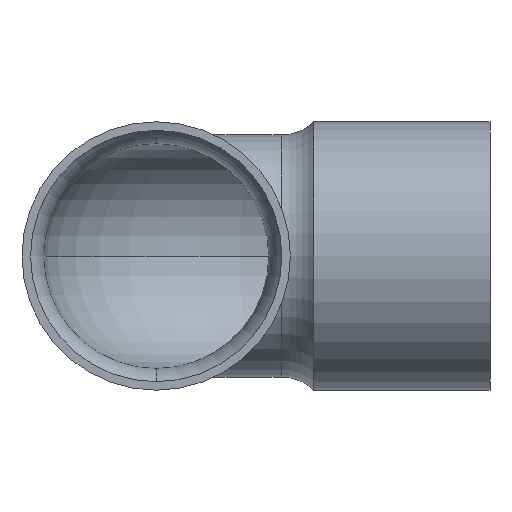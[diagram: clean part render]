
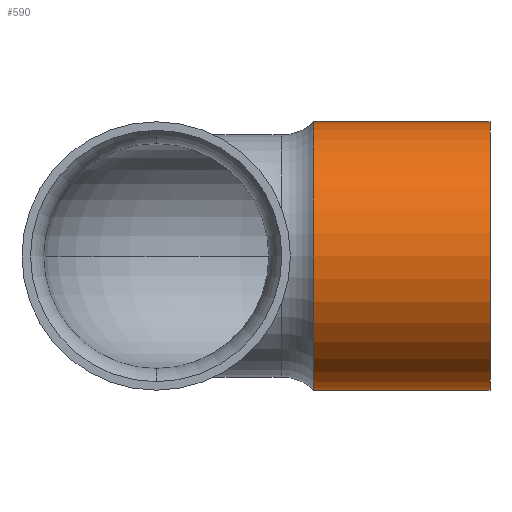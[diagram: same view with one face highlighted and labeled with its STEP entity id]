
A CAD part, front view. The second image highlights one B-rep face of the part: STEP entity #590.
In plain terms, the highlighted cylindrical face has radius 11.8 mm (diameter 23.6 mm), a partial arc.
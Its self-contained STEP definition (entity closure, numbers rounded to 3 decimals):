
#74 = CARTESIAN_POINT ( 'NONE',  ( 13.85, 29.35, 11.8 ) ) ;
#83 = VERTEX_POINT ( 'NONE', #851 ) ;
#90 = EDGE_CURVE ( 'NONE', #371, #859, #183, .T. ) ;
#143 = VECTOR ( 'NONE', #627, 1000. ) ;
#156 = DIRECTION ( 'NONE',  ( 1., 0., 0. ) ) ;
#157 = DIRECTION ( 'NONE',  ( 1., 0., 0. ) ) ;
#183 = CIRCLE ( 'NONE', #492, 11.8 ) ;
#202 = AXIS2_PLACEMENT_3D ( 'NONE', #455, #656, #666 ) ;
#224 = LINE ( 'NONE', #849, #555 ) ;
#296 = CARTESIAN_POINT ( 'NONE',  ( 13.85, 29.35, 0. ) ) ;
#354 = AXIS2_PLACEMENT_3D ( 'NONE', #588, #723, #798 ) ;
#371 = VERTEX_POINT ( 'NONE', #618 ) ;
#440 = ORIENTED_EDGE ( 'NONE', *, *, #577, .F. ) ;
#443 = DIRECTION ( 'NONE',  ( 0., 0., -1. ) ) ;
#448 = FACE_OUTER_BOUND ( 'NONE', #829, .T. ) ;
#455 = CARTESIAN_POINT ( 'NONE',  ( 13.85, 29.35, 0. ) ) ;
#474 = EDGE_CURVE ( 'NONE', #859, #837, #224, .T. ) ;
#482 = CIRCLE ( 'NONE', #354, 11.8 ) ;
#491 = CARTESIAN_POINT ( 'NONE',  ( 29.35, 29.35, -11.8 ) ) ;
#492 = AXIS2_PLACEMENT_3D ( 'NONE', #296, #157, #443 ) ;
#493 = LINE ( 'NONE', #74, #143 ) ;
#536 = EDGE_CURVE ( 'NONE', #371, #83, #493, .T. ) ;
#555 = VECTOR ( 'NONE', #156, 1000. ) ;
#577 = EDGE_CURVE ( 'NONE', #83, #837, #482, .T. ) ;
#588 = CARTESIAN_POINT ( 'NONE',  ( 29.35, 29.35, 0. ) ) ;
#590 = ADVANCED_FACE ( 'NONE', ( #448 ), #730, .T. ) ;
#618 = CARTESIAN_POINT ( 'NONE',  ( 13.85, 29.35, 11.8 ) ) ;
#627 = DIRECTION ( 'NONE',  ( 1., 0., 0. ) ) ;
#656 = DIRECTION ( 'NONE',  ( 1., 0., 0. ) ) ;
#666 = DIRECTION ( 'NONE',  ( 0., 0., -1. ) ) ;
#685 = ORIENTED_EDGE ( 'NONE', *, *, #536, .F. ) ;
#702 = CARTESIAN_POINT ( 'NONE',  ( 13.85, 29.35, -11.8 ) ) ;
#715 = ORIENTED_EDGE ( 'NONE', *, *, #474, .T. ) ;
#723 = DIRECTION ( 'NONE',  ( 1., 0., 0. ) ) ;
#730 = CYLINDRICAL_SURFACE ( 'NONE', #202, 11.8 ) ;
#798 = DIRECTION ( 'NONE',  ( 0., 0., -1. ) ) ;
#829 = EDGE_LOOP ( 'NONE', ( #685, #844, #715, #440 ) ) ;
#837 = VERTEX_POINT ( 'NONE', #491 ) ;
#844 = ORIENTED_EDGE ( 'NONE', *, *, #90, .T. ) ;
#849 = CARTESIAN_POINT ( 'NONE',  ( 13.85, 29.35, -11.8 ) ) ;
#851 = CARTESIAN_POINT ( 'NONE',  ( 29.35, 29.35, 11.8 ) ) ;
#859 = VERTEX_POINT ( 'NONE', #702 ) ;
